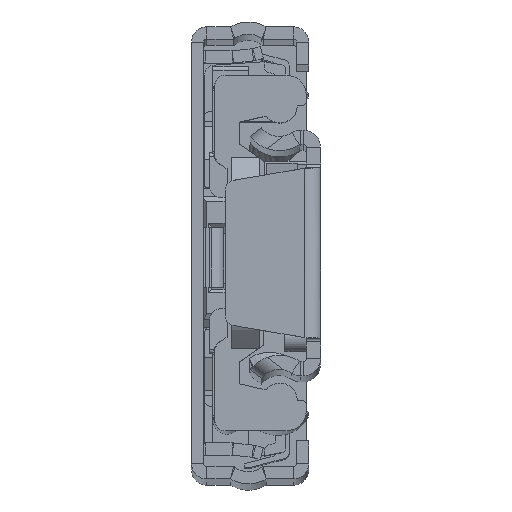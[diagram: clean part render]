
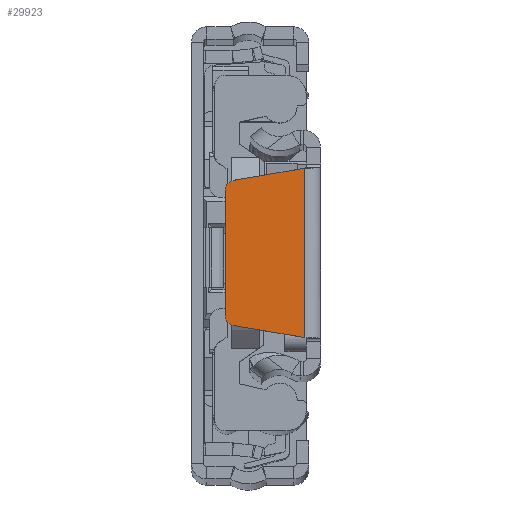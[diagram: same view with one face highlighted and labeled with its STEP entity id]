
A CAD part, top view. The second image highlights one B-rep face of the part: STEP entity #29923.
In plain terms, the highlighted planar face has unit normal (0, 0, 1).
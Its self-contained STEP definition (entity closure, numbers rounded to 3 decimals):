
#2066 = VERTEX_POINT ( 'NONE', #11947 ) ;
#3760 = CIRCLE ( 'NONE', #16867, 1. ) ;
#4761 = CARTESIAN_POINT ( 'NONE',  ( -9.4, 6.156, 0. ) ) ;
#8930 = DIRECTION ( 'NONE',  ( 0., 0., -1. ) ) ;
#9397 = AXIS2_PLACEMENT_3D ( 'NONE', #12725, #9948, #17494 ) ;
#9948 = DIRECTION ( 'NONE',  ( 0., 0., -1. ) ) ;
#10506 = VERTEX_POINT ( 'NONE', #23987 ) ;
#10954 = ORIENTED_EDGE ( 'NONE', *, *, #23127, .F. ) ;
#11075 = DIRECTION ( 'NONE',  ( -1., 0., 0. ) ) ;
#11389 = CARTESIAN_POINT ( 'NONE',  ( -8.4, 6.156, 0. ) ) ;
#11808 = LINE ( 'NONE', #14436, #24196 ) ;
#11947 = CARTESIAN_POINT ( 'NONE',  ( -8.568, -7.142, 0. ) ) ;
#11968 = DIRECTION ( 'NONE',  ( 0.986, 0.168, 0. ) ) ;
#12182 = CARTESIAN_POINT ( 'NONE',  ( -1.6, -8.333, 0. ) ) ;
#12254 = VERTEX_POINT ( 'NONE', #16249 ) ;
#12473 = EDGE_CURVE ( 'NONE', #12254, #16246, #11808, .T. ) ;
#12700 = DIRECTION ( 'NONE',  ( -1., 0., 0. ) ) ;
#12725 = CARTESIAN_POINT ( 'NONE',  ( -8.4, -6.156, 0. ) ) ;
#13321 = EDGE_CURVE ( 'NONE', #10506, #2066, #19435, .T. ) ;
#13825 = CARTESIAN_POINT ( 'NONE',  ( -1.6, 8.333, 0. ) ) ;
#14111 = ORIENTED_EDGE ( 'NONE', *, *, #29207, .F. ) ;
#14436 = CARTESIAN_POINT ( 'NONE',  ( -1.5, 8.35, 0. ) ) ;
#14445 = LINE ( 'NONE', #4761, #18851 ) ;
#15624 = EDGE_CURVE ( 'NONE', #2066, #23051, #21965, .T. ) ;
#16001 = ORIENTED_EDGE ( 'NONE', *, *, #13321, .F. ) ;
#16246 = VERTEX_POINT ( 'NONE', #13825 ) ;
#16249 = CARTESIAN_POINT ( 'NONE',  ( -8.568, 7.142, 0. ) ) ;
#16541 = PLANE ( 'NONE',  #24741 ) ;
#16867 = AXIS2_PLACEMENT_3D ( 'NONE', #11389, #8930, #11075 ) ;
#16947 = DIRECTION ( 'NONE',  ( 0., -1., 0. ) ) ;
#17334 = ORIENTED_EDGE ( 'NONE', *, *, #12473, .F. ) ;
#17494 = DIRECTION ( 'NONE',  ( -1., 0., 0. ) ) ;
#17553 = CARTESIAN_POINT ( 'NONE',  ( -9.4, -6.156, 0. ) ) ;
#17724 = VERTEX_POINT ( 'NONE', #23285 ) ;
#18851 = VECTOR ( 'NONE', #24434, 1000. ) ;
#19435 = LINE ( 'NONE', #24514, #23115 ) ;
#19915 = CARTESIAN_POINT ( 'NONE',  ( -8.4, 6.156, 0. ) ) ;
#20998 = EDGE_CURVE ( 'NONE', #17724, #12254, #3760, .T. ) ;
#21965 = CIRCLE ( 'NONE', #9397, 1. ) ;
#22018 = ORIENTED_EDGE ( 'NONE', *, *, #20998, .F. ) ;
#23051 = VERTEX_POINT ( 'NONE', #17553 ) ;
#23097 = VECTOR ( 'NONE', #16947, 1000. ) ;
#23115 = VECTOR ( 'NONE', #29428, 1000. ) ;
#23127 = EDGE_CURVE ( 'NONE', #23051, #17724, #14445, .T. ) ;
#23285 = CARTESIAN_POINT ( 'NONE',  ( -9.4, 6.156, 0. ) ) ;
#23987 = CARTESIAN_POINT ( 'NONE',  ( -1.6, -8.333, 0. ) ) ;
#24196 = VECTOR ( 'NONE', #11968, 1000. ) ;
#24315 = LINE ( 'NONE', #12182, #23097 ) ;
#24434 = DIRECTION ( 'NONE',  ( 0., 1., 0. ) ) ;
#24514 = CARTESIAN_POINT ( 'NONE',  ( -8.568, -7.142, 0. ) ) ;
#24741 = AXIS2_PLACEMENT_3D ( 'NONE', #19915, #24847, #12700 ) ;
#24847 = DIRECTION ( 'NONE',  ( 0., 0., -1. ) ) ;
#28980 = FACE_OUTER_BOUND ( 'NONE', #30912, .T. ) ;
#29207 = EDGE_CURVE ( 'NONE', #16246, #10506, #24315, .T. ) ;
#29428 = DIRECTION ( 'NONE',  ( -0.986, 0.168, 0. ) ) ;
#29923 = ADVANCED_FACE ( 'NONE', ( #28980 ), #16541, .F. ) ;
#30912 = EDGE_LOOP ( 'NONE', ( #14111, #17334, #22018, #10954, #31302, #16001 ) ) ;
#31302 = ORIENTED_EDGE ( 'NONE', *, *, #15624, .F. ) ;
